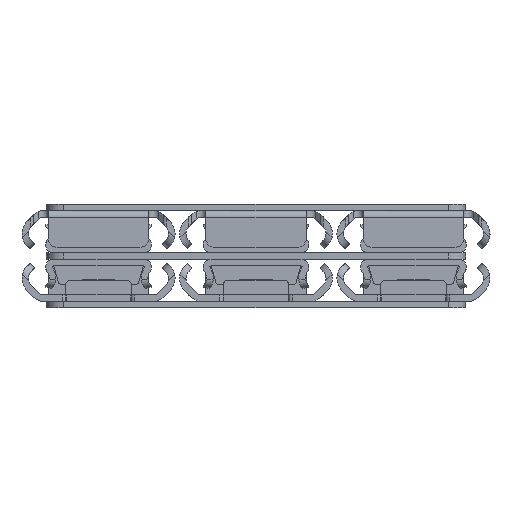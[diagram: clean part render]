
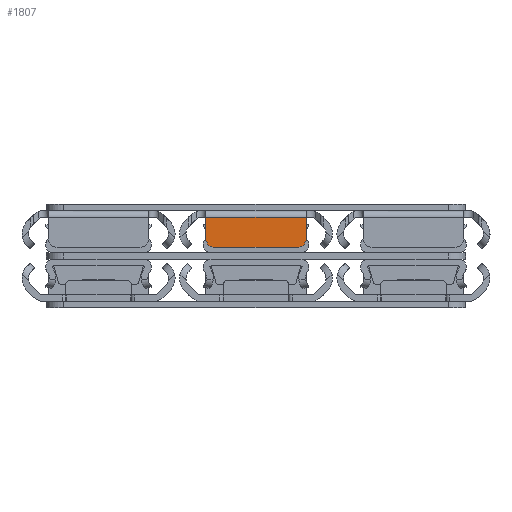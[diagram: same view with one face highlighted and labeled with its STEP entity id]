
A CAD part, left-side view. The second image highlights one B-rep face of the part: STEP entity #1807.
In plain terms, the highlighted face is planar.
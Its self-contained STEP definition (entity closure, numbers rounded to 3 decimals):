
#214 = CARTESIAN_POINT ( 'NONE',  ( 6.9, -9.5, -304.8 ) ) ;
#231 = DIRECTION ( 'NONE',  ( 0., -1., 0. ) ) ;
#436 = VECTOR ( 'NONE', #2061, 1000. ) ;
#496 = VERTEX_POINT ( 'NONE', #3680 ) ;
#774 = CIRCLE ( 'NONE', #2887, 2. ) ;
#778 = EDGE_CURVE ( 'NONE', #7404, #6094, #5219, .T. ) ;
#909 = CARTESIAN_POINT ( 'NONE',  ( 0., 0., -304.8 ) ) ;
#1182 = AXIS2_PLACEMENT_3D ( 'NONE', #5857, #3678, #4756 ) ;
#1316 = DIRECTION ( 'NONE',  ( -1., 0., 0. ) ) ;
#1499 = VECTOR ( 'NONE', #4422, 1000. ) ;
#1807 = ADVANCED_FACE ( 'NONE', ( #5844 ), #5986, .F. ) ;
#1839 = EDGE_CURVE ( 'NONE', #5273, #5975, #7056, .T. ) ;
#1841 = ORIENTED_EDGE ( 'NONE', *, *, #778, .F. ) ;
#2061 = DIRECTION ( 'NONE',  ( 1., 0., 0. ) ) ;
#2812 = CARTESIAN_POINT ( 'NONE',  ( 6.9, 9.5, -304.8 ) ) ;
#2887 = AXIS2_PLACEMENT_3D ( 'NONE', #5012, #5599, #4958 ) ;
#3262 = VERTEX_POINT ( 'NONE', #5339 ) ;
#3374 = CIRCLE ( 'NONE', #1182, 2. ) ;
#3678 = DIRECTION ( 'NONE',  ( 0., 0., 1. ) ) ;
#3680 = CARTESIAN_POINT ( 'NONE',  ( 4.9, 11.5, -304.8 ) ) ;
#3794 = CARTESIAN_POINT ( 'NONE',  ( 6.9, 0., -304.8 ) ) ;
#3894 = ORIENTED_EDGE ( 'NONE', *, *, #5781, .T. ) ;
#4162 = DIRECTION ( 'NONE',  ( 0., 0., 1. ) ) ;
#4242 = DIRECTION ( 'NONE',  ( 1., 0., 0. ) ) ;
#4250 = ORIENTED_EDGE ( 'NONE', *, *, #6590, .F. ) ;
#4397 = CARTESIAN_POINT ( 'NONE',  ( 4.9, -11.5, -304.8 ) ) ;
#4422 = DIRECTION ( 'NONE',  ( 0., 1., 0. ) ) ;
#4525 = LINE ( 'NONE', #909, #6911 ) ;
#4756 = DIRECTION ( 'NONE',  ( 1., 0., 0. ) ) ;
#4850 = CARTESIAN_POINT ( 'NONE',  ( 1.5, 12.665, -304.8 ) ) ;
#4910 = CARTESIAN_POINT ( 'NONE',  ( -2.5, -11.5, -304.8 ) ) ;
#4958 = DIRECTION ( 'NONE',  ( -1., 0., 0. ) ) ;
#5012 = CARTESIAN_POINT ( 'NONE',  ( 4.9, 9.5, -304.8 ) ) ;
#5219 = LINE ( 'NONE', #3794, #1499 ) ;
#5266 = EDGE_CURVE ( 'NONE', #6094, #496, #774, .T. ) ;
#5273 = VERTEX_POINT ( 'NONE', #4397 ) ;
#5339 = CARTESIAN_POINT ( 'NONE',  ( 0., 11.5, -304.8 ) ) ;
#5451 = EDGE_CURVE ( 'NONE', #5273, #7404, #3374, .T. ) ;
#5519 = ORIENTED_EDGE ( 'NONE', *, *, #5451, .F. ) ;
#5595 = ORIENTED_EDGE ( 'NONE', *, *, #5266, .F. ) ;
#5599 = DIRECTION ( 'NONE',  ( 0., 0., 1. ) ) ;
#5757 = VECTOR ( 'NONE', #1316, 1000. ) ;
#5781 = EDGE_CURVE ( 'NONE', #3262, #496, #6373, .T. ) ;
#5844 = FACE_OUTER_BOUND ( 'NONE', #6078, .T. ) ;
#5857 = CARTESIAN_POINT ( 'NONE',  ( 4.9, -9.5, -304.8 ) ) ;
#5975 = VERTEX_POINT ( 'NONE', #6229 ) ;
#5986 = PLANE ( 'NONE',  #6482 ) ;
#6078 = EDGE_LOOP ( 'NONE', ( #4250, #3894, #5595, #1841, #5519, #6985 ) ) ;
#6094 = VERTEX_POINT ( 'NONE', #2812 ) ;
#6229 = CARTESIAN_POINT ( 'NONE',  ( 0., -11.5, -304.8 ) ) ;
#6373 = LINE ( 'NONE', #6700, #436 ) ;
#6482 = AXIS2_PLACEMENT_3D ( 'NONE', #4850, #4162, #4242 ) ;
#6590 = EDGE_CURVE ( 'NONE', #3262, #5975, #4525, .T. ) ;
#6700 = CARTESIAN_POINT ( 'NONE',  ( -2.5, 11.5, -304.8 ) ) ;
#6911 = VECTOR ( 'NONE', #231, 1000. ) ;
#6985 = ORIENTED_EDGE ( 'NONE', *, *, #1839, .T. ) ;
#7056 = LINE ( 'NONE', #4910, #5757 ) ;
#7404 = VERTEX_POINT ( 'NONE', #214 ) ;
